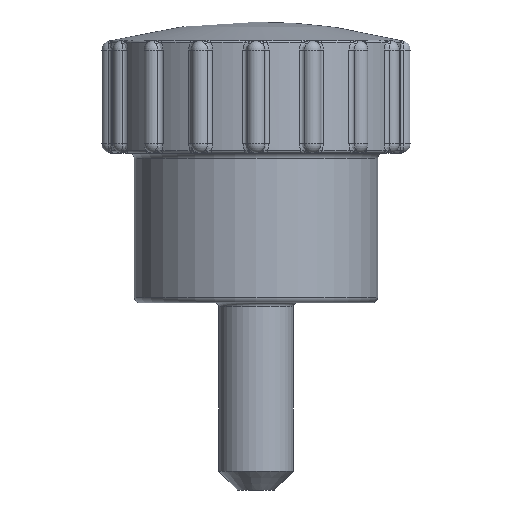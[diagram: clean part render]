
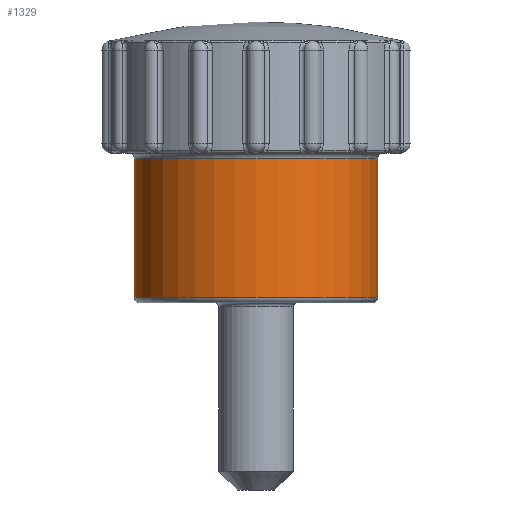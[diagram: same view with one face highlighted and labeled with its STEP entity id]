
A CAD part, front view. The second image highlights one B-rep face of the part: STEP entity #1329.
In plain terms, the highlighted cylindrical face has radius 6.5 mm (diameter 13 mm), a full revolution.
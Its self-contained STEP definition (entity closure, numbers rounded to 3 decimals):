
#1329 = ADVANCED_FACE( '', ( #2676, #2677 ), #2678, .T. );
#2676 = FACE_OUTER_BOUND( '', #20086, .T. );
#2677 = FACE_OUTER_BOUND( '', #20087, .T. );
#2678 = CYLINDRICAL_SURFACE( '', #20088, 6.5 );
#20086 = EDGE_LOOP( '', ( #23231 ) );
#20087 = EDGE_LOOP( '', ( #23232 ) );
#20088 = AXIS2_PLACEMENT_3D( '', #23233, #23234, #23235 );
#23231 = ORIENTED_EDGE( '', *, *, #24311, .T. );
#23232 = ORIENTED_EDGE( '', *, *, #23515, .T. );
#23233 = CARTESIAN_POINT( '', ( 0., 0., 57.15 ) );
#23234 = DIRECTION( '', ( 0., 0., -1. ) );
#23235 = DIRECTION( '', ( 1., 0., 0. ) );
#23515 = EDGE_CURVE( '', #25126, #25126, #25127, .F. );
#24311 = EDGE_CURVE( '', #26288, #26288, #26289, .T. );
#25126 = VERTEX_POINT( '', #28192 );
#25127 = CIRCLE( '', #28193, 6.5 );
#26288 = VERTEX_POINT( '', #34172 );
#26289 = CIRCLE( '', #34173, 6.5 );
#28192 = CARTESIAN_POINT( '', ( 6.5, 0., 7.7 ) );
#28193 = AXIS2_PLACEMENT_3D( '', #36168, #36169, #36170 );
#34172 = CARTESIAN_POINT( '', ( 6.5, 0., 0.3 ) );
#34173 = AXIS2_PLACEMENT_3D( '', #37000, #37001, #37002 );
#36168 = CARTESIAN_POINT( '', ( 0., 0., 7.7 ) );
#36169 = DIRECTION( '', ( 0., 0., 1. ) );
#36170 = DIRECTION( '', ( 1., 0., 0. ) );
#37000 = CARTESIAN_POINT( '', ( 0., 0., 0.3 ) );
#37001 = DIRECTION( '', ( 0., 0., 1. ) );
#37002 = DIRECTION( '', ( 1., 0., 0. ) );
